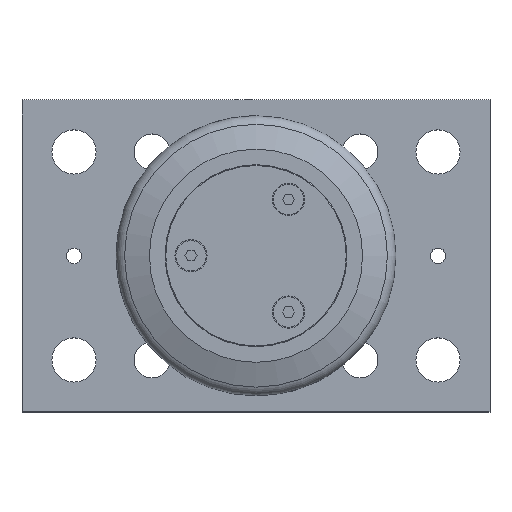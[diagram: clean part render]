
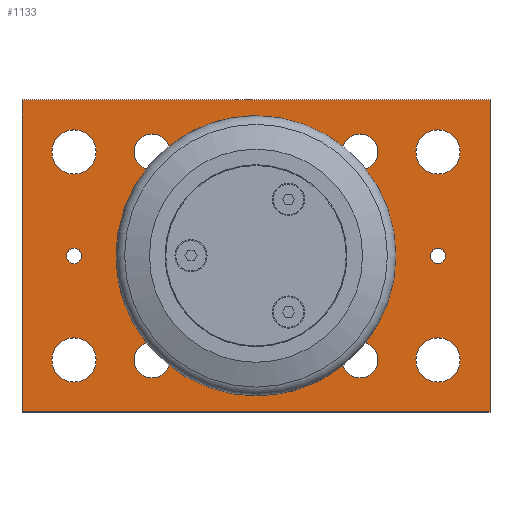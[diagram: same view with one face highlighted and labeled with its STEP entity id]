
A CAD part, top view. The second image highlights one B-rep face of the part: STEP entity #1133.
In plain terms, the highlighted planar face has unit normal (0, 0, 1).
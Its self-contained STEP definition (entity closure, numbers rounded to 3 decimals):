
#34=FACE_BOUND('',#263,.T.);
#35=FACE_BOUND('',#264,.T.);
#36=FACE_BOUND('',#265,.T.);
#37=FACE_BOUND('',#266,.T.);
#38=FACE_BOUND('',#267,.T.);
#39=FACE_BOUND('',#268,.T.);
#40=FACE_BOUND('',#269,.T.);
#41=FACE_BOUND('',#270,.T.);
#42=FACE_BOUND('',#271,.T.);
#43=FACE_BOUND('',#272,.T.);
#44=FACE_BOUND('',#273,.T.);
#96=CIRCLE('',#1256,35.);
#97=CIRCLE('',#1258,6.918);
#98=CIRCLE('',#1259,6.918);
#99=CIRCLE('',#1260,6.918);
#100=CIRCLE('',#1261,6.918);
#101=CIRCLE('',#1262,6.918);
#102=CIRCLE('',#1263,6.918);
#103=CIRCLE('',#1264,6.918);
#104=CIRCLE('',#1265,6.918);
#105=CIRCLE('',#1266,8.5);
#106=CIRCLE('',#1267,8.5);
#107=CIRCLE('',#1268,8.5);
#108=CIRCLE('',#1269,8.5);
#109=CIRCLE('',#1270,3.);
#110=CIRCLE('',#1271,3.);
#187=FACE_OUTER_BOUND('',#262,.T.);
#262=EDGE_LOOP('',(#956,#957,#958,#959));
#263=EDGE_LOOP('',(#960,#961));
#264=EDGE_LOOP('',(#962,#963));
#265=EDGE_LOOP('',(#964,#965));
#266=EDGE_LOOP('',(#966,#967));
#267=EDGE_LOOP('',(#968));
#268=EDGE_LOOP('',(#969));
#269=EDGE_LOOP('',(#970));
#270=EDGE_LOOP('',(#971));
#271=EDGE_LOOP('',(#972));
#272=EDGE_LOOP('',(#973));
#273=EDGE_LOOP('',(#974));
#366=LINE('',#1905,#455);
#367=LINE('',#1907,#456);
#368=LINE('',#1909,#457);
#369=LINE('',#1910,#458);
#455=VECTOR('',#1544,10.);
#456=VECTOR('',#1545,10.);
#457=VECTOR('',#1546,10.);
#458=VECTOR('',#1547,10.);
#551=VERTEX_POINT('',#1899);
#552=VERTEX_POINT('',#1903);
#553=VERTEX_POINT('',#1904);
#554=VERTEX_POINT('',#1906);
#555=VERTEX_POINT('',#1908);
#556=VERTEX_POINT('',#1911);
#557=VERTEX_POINT('',#1912);
#558=VERTEX_POINT('',#1915);
#559=VERTEX_POINT('',#1916);
#560=VERTEX_POINT('',#1919);
#561=VERTEX_POINT('',#1920);
#562=VERTEX_POINT('',#1923);
#563=VERTEX_POINT('',#1924);
#564=VERTEX_POINT('',#1927);
#565=VERTEX_POINT('',#1929);
#566=VERTEX_POINT('',#1931);
#567=VERTEX_POINT('',#1933);
#568=VERTEX_POINT('',#1935);
#569=VERTEX_POINT('',#1937);
#692=EDGE_CURVE('',#551,#551,#96,.T.);
#693=EDGE_CURVE('',#552,#553,#366,.T.);
#694=EDGE_CURVE('',#554,#552,#367,.T.);
#695=EDGE_CURVE('',#555,#554,#368,.T.);
#696=EDGE_CURVE('',#553,#555,#369,.T.);
#697=EDGE_CURVE('',#556,#557,#97,.T.);
#698=EDGE_CURVE('',#557,#556,#98,.T.);
#699=EDGE_CURVE('',#558,#559,#99,.T.);
#700=EDGE_CURVE('',#559,#558,#100,.T.);
#701=EDGE_CURVE('',#560,#561,#101,.T.);
#702=EDGE_CURVE('',#561,#560,#102,.T.);
#703=EDGE_CURVE('',#562,#563,#103,.T.);
#704=EDGE_CURVE('',#563,#562,#104,.T.);
#705=EDGE_CURVE('',#564,#564,#105,.T.);
#706=EDGE_CURVE('',#565,#565,#106,.T.);
#707=EDGE_CURVE('',#566,#566,#107,.T.);
#708=EDGE_CURVE('',#567,#567,#108,.T.);
#709=EDGE_CURVE('',#568,#568,#109,.T.);
#710=EDGE_CURVE('',#569,#569,#110,.T.);
#956=ORIENTED_EDGE('',*,*,#693,.F.);
#957=ORIENTED_EDGE('',*,*,#694,.F.);
#958=ORIENTED_EDGE('',*,*,#695,.F.);
#959=ORIENTED_EDGE('',*,*,#696,.F.);
#960=ORIENTED_EDGE('',*,*,#697,.T.);
#961=ORIENTED_EDGE('',*,*,#698,.T.);
#962=ORIENTED_EDGE('',*,*,#699,.T.);
#963=ORIENTED_EDGE('',*,*,#700,.T.);
#964=ORIENTED_EDGE('',*,*,#701,.T.);
#965=ORIENTED_EDGE('',*,*,#702,.T.);
#966=ORIENTED_EDGE('',*,*,#703,.T.);
#967=ORIENTED_EDGE('',*,*,#704,.T.);
#968=ORIENTED_EDGE('',*,*,#705,.T.);
#969=ORIENTED_EDGE('',*,*,#706,.T.);
#970=ORIENTED_EDGE('',*,*,#707,.T.);
#971=ORIENTED_EDGE('',*,*,#708,.T.);
#972=ORIENTED_EDGE('',*,*,#709,.T.);
#973=ORIENTED_EDGE('',*,*,#710,.T.);
#974=ORIENTED_EDGE('',*,*,#692,.T.);
#1080=PLANE('',#1257);
#1133=ADVANCED_FACE('',(#187,#34,#35,#36,#37,#38,#39,#40,#41,#42,#43,#44),
#1080,.T.);
#1256=AXIS2_PLACEMENT_3D('',#1901,#1540,#1541);
#1257=AXIS2_PLACEMENT_3D('',#1902,#1542,#1543);
#1258=AXIS2_PLACEMENT_3D('',#1913,#1548,#1549);
#1259=AXIS2_PLACEMENT_3D('',#1914,#1550,#1551);
#1260=AXIS2_PLACEMENT_3D('',#1917,#1552,#1553);
#1261=AXIS2_PLACEMENT_3D('',#1918,#1554,#1555);
#1262=AXIS2_PLACEMENT_3D('',#1921,#1556,#1557);
#1263=AXIS2_PLACEMENT_3D('',#1922,#1558,#1559);
#1264=AXIS2_PLACEMENT_3D('',#1925,#1560,#1561);
#1265=AXIS2_PLACEMENT_3D('',#1926,#1562,#1563);
#1266=AXIS2_PLACEMENT_3D('',#1928,#1564,#1565);
#1267=AXIS2_PLACEMENT_3D('',#1930,#1566,#1567);
#1268=AXIS2_PLACEMENT_3D('',#1932,#1568,#1569);
#1269=AXIS2_PLACEMENT_3D('',#1934,#1570,#1571);
#1270=AXIS2_PLACEMENT_3D('',#1936,#1572,#1573);
#1271=AXIS2_PLACEMENT_3D('',#1938,#1574,#1575);
#1540=DIRECTION('center_axis',(0.,0.,-1.));
#1541=DIRECTION('ref_axis',(0.,1.,0.));
#1542=DIRECTION('center_axis',(0.,0.,1.));
#1543=DIRECTION('ref_axis',(1.,0.,0.));
#1544=DIRECTION('',(0.,1.,0.));
#1545=DIRECTION('',(-1.,0.,0.));
#1546=DIRECTION('',(0.,-1.,0.));
#1547=DIRECTION('',(1.,0.,0.));
#1548=DIRECTION('center_axis',(0.,0.,-1.));
#1549=DIRECTION('ref_axis',(1.,0.,0.));
#1550=DIRECTION('center_axis',(0.,0.,-1.));
#1551=DIRECTION('ref_axis',(1.,0.,0.));
#1552=DIRECTION('center_axis',(0.,0.,-1.));
#1553=DIRECTION('ref_axis',(1.,0.,0.));
#1554=DIRECTION('center_axis',(0.,0.,-1.));
#1555=DIRECTION('ref_axis',(1.,0.,0.));
#1556=DIRECTION('center_axis',(0.,0.,-1.));
#1557=DIRECTION('ref_axis',(1.,0.,0.));
#1558=DIRECTION('center_axis',(0.,0.,-1.));
#1559=DIRECTION('ref_axis',(1.,0.,0.));
#1560=DIRECTION('center_axis',(0.,0.,-1.));
#1561=DIRECTION('ref_axis',(1.,0.,0.));
#1562=DIRECTION('center_axis',(0.,0.,-1.));
#1563=DIRECTION('ref_axis',(1.,0.,0.));
#1564=DIRECTION('center_axis',(0.,0.,-1.));
#1565=DIRECTION('ref_axis',(-1.,0.,0.));
#1566=DIRECTION('center_axis',(0.,0.,-1.));
#1567=DIRECTION('ref_axis',(-1.,0.,0.));
#1568=DIRECTION('center_axis',(0.,0.,-1.));
#1569=DIRECTION('ref_axis',(-1.,0.,0.));
#1570=DIRECTION('center_axis',(0.,0.,-1.));
#1571=DIRECTION('ref_axis',(-1.,0.,0.));
#1572=DIRECTION('center_axis',(0.,0.,-1.));
#1573=DIRECTION('ref_axis',(-1.,0.,0.));
#1574=DIRECTION('center_axis',(0.,0.,-1.));
#1575=DIRECTION('ref_axis',(-1.,0.,0.));
#1899=CARTESIAN_POINT('',(90.,25.,20.));
#1901=CARTESIAN_POINT('Origin',(90.,60.,20.));
#1902=CARTESIAN_POINT('Origin',(90.,60.,20.));
#1903=CARTESIAN_POINT('',(0.,0.,20.));
#1904=CARTESIAN_POINT('',(0.,120.,20.));
#1905=CARTESIAN_POINT('',(0.,120.,20.));
#1906=CARTESIAN_POINT('',(180.,0.,20.));
#1907=CARTESIAN_POINT('',(0.,0.,20.));
#1908=CARTESIAN_POINT('',(180.,120.,20.));
#1909=CARTESIAN_POINT('',(180.,0.,20.));
#1910=CARTESIAN_POINT('',(180.,120.,20.));
#1911=CARTESIAN_POINT('',(56.918,20.,20.));
#1912=CARTESIAN_POINT('',(43.083,20.,20.));
#1913=CARTESIAN_POINT('Origin',(50.,20.,20.));
#1914=CARTESIAN_POINT('Origin',(50.,20.,20.));
#1915=CARTESIAN_POINT('',(136.918,20.,20.));
#1916=CARTESIAN_POINT('',(123.083,20.,20.));
#1917=CARTESIAN_POINT('Origin',(130.,20.,20.));
#1918=CARTESIAN_POINT('Origin',(130.,20.,20.));
#1919=CARTESIAN_POINT('',(136.918,100.,20.));
#1920=CARTESIAN_POINT('',(123.083,100.,20.));
#1921=CARTESIAN_POINT('Origin',(130.,100.,20.));
#1922=CARTESIAN_POINT('Origin',(130.,100.,20.));
#1923=CARTESIAN_POINT('',(56.918,100.,20.));
#1924=CARTESIAN_POINT('',(43.083,100.,20.));
#1925=CARTESIAN_POINT('Origin',(50.,100.,20.));
#1926=CARTESIAN_POINT('Origin',(50.,100.,20.));
#1927=CARTESIAN_POINT('',(28.5,20.,20.));
#1928=CARTESIAN_POINT('Origin',(20.,20.,20.));
#1929=CARTESIAN_POINT('',(28.5,100.,20.));
#1930=CARTESIAN_POINT('Origin',(20.,100.,20.));
#1931=CARTESIAN_POINT('',(168.5,20.,20.));
#1932=CARTESIAN_POINT('Origin',(160.,20.,20.));
#1933=CARTESIAN_POINT('',(168.5,100.,20.));
#1934=CARTESIAN_POINT('Origin',(160.,100.,20.));
#1935=CARTESIAN_POINT('',(163.,60.,20.));
#1936=CARTESIAN_POINT('Origin',(160.,60.,20.));
#1937=CARTESIAN_POINT('',(23.,60.,20.));
#1938=CARTESIAN_POINT('Origin',(20.,60.,20.));
